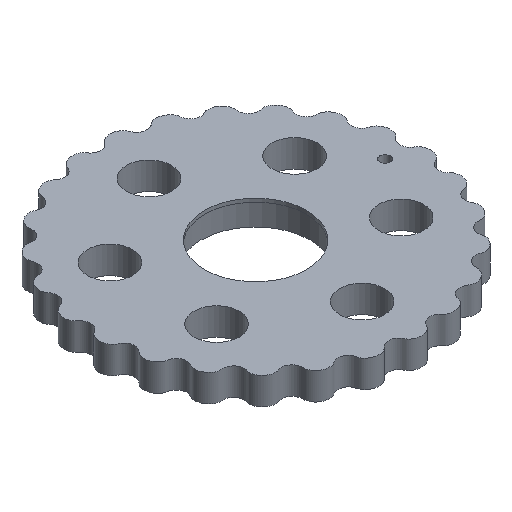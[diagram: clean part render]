
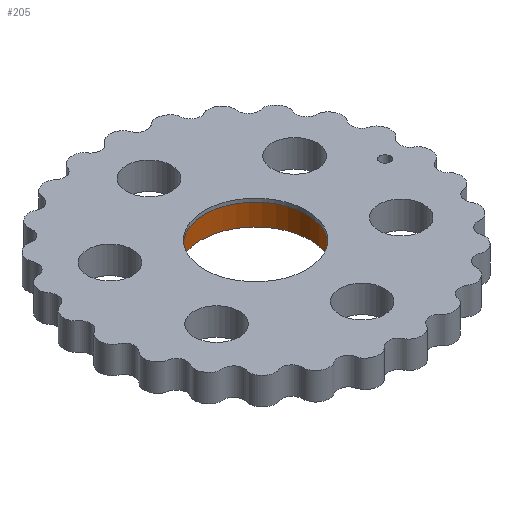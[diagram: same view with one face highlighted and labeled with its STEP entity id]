
A CAD part, isometric view. The second image highlights one B-rep face of the part: STEP entity #205.
In plain terms, the highlighted cylindrical face has radius 16 mm (diameter 32 mm), a full revolution.
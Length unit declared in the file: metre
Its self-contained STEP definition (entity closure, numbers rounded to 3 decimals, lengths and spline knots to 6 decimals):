
#18=ORIENTED_EDGE('',*,*,#58,.F.);
#19=ORIENTED_EDGE('',*,*,#59,.F.);
#58=EDGE_CURVE('',#78,#78,#98,.T.);
#59=EDGE_CURVE('',#79,#79,#99,.T.);
#78=VERTEX_POINT('',#326);
#79=VERTEX_POINT('',#328);
#98=CIRCLE('',#232,0.016);
#99=CIRCLE('',#233,0.016);
#116=EDGE_LOOP('',(#18));
#117=EDGE_LOOP('',(#19));
#156=FACE_BOUND('',#116,.T.);
#157=FACE_BOUND('',#117,.T.);
#196=CYLINDRICAL_SURFACE('',#231,0.016);
#205=ADVANCED_FACE('',(#156,#157),#196,.F.);
#231=AXIS2_PLACEMENT_3D('',#324,#263,#264);
#232=AXIS2_PLACEMENT_3D('',#325,#265,#266);
#233=AXIS2_PLACEMENT_3D('',#327,#267,#268);
#263=DIRECTION('',(0.,0.,1.));
#264=DIRECTION('',(1.,0.,0.));
#265=DIRECTION('',(0.,0.,1.));
#266=DIRECTION('',(-1.,0.,0.));
#267=DIRECTION('',(0.,0.,-1.));
#268=DIRECTION('',(1.,0.,0.));
#324=CARTESIAN_POINT('',(0.,-0.0016,-0.01));
#325=CARTESIAN_POINT('',(0.,-0.0016,-0.01));
#326=CARTESIAN_POINT('',(-0.016,-0.0016,-0.01));
#327=CARTESIAN_POINT('',(0.,-0.0016,-0.003));
#328=CARTESIAN_POINT('',(0.016,-0.0016,-0.003));
